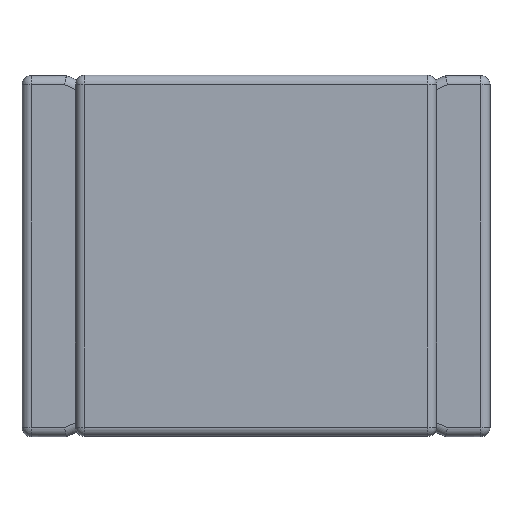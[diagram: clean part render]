
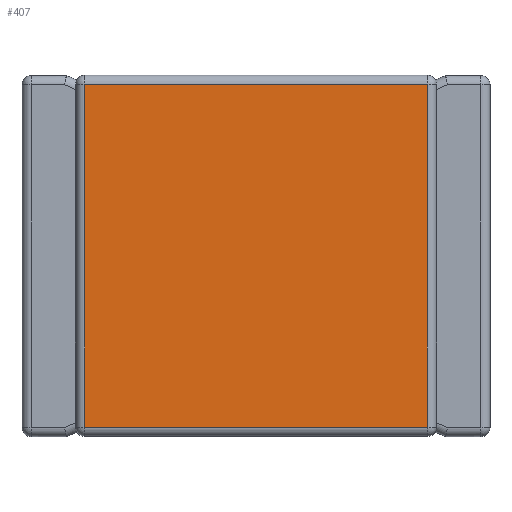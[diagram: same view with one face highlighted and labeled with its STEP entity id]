
A CAD part, top view. The second image highlights one B-rep face of the part: STEP entity #407.
In plain terms, the highlighted planar face has unit normal (0, 0, 1).
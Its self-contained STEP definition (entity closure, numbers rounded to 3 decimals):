
#407=ADVANCED_FACE('',(#2296),#2298,.T.);
#2296=FACE_BOUND('',#2297,.T.);
#2297=EDGE_LOOP('',(#3608,#3609,#3610,#3611));
#2298=PLANE('',#2299);
#2299=AXIS2_PLACEMENT_3D('',#2300,#2301,#2302);
#2300=CARTESIAN_POINT('',(0.,0.,2.2));
#2301=DIRECTION('',(0.,0.,1.));
#2302=DIRECTION('',(1.,0.,0.));
#3608=ORIENTED_EDGE('',*,*,#4302,.T.);
#3609=ORIENTED_EDGE('',*,*,#4303,.T.);
#3610=ORIENTED_EDGE('',*,*,#4304,.T.);
#3611=ORIENTED_EDGE('',*,*,#4305,.T.);
#4302=EDGE_CURVE('',#4770,#4771,#4772,.T.);
#4303=EDGE_CURVE('',#4771,#4773,#4774,.T.);
#4304=EDGE_CURVE('',#4773,#4775,#4776,.T.);
#4305=EDGE_CURVE('',#4775,#4770,#4777,.T.);
#4770=VERTEX_POINT('',#5658);
#4771=VERTEX_POINT('',#5659);
#4772=LINE('',#5660,#5661);
#4773=VERTEX_POINT('',#5663);
#4774=LINE('',#5664,#5665);
#4775=VERTEX_POINT('',#5667);
#4776=LINE('',#5668,#5669);
#4777=LINE('',#5671,#5672);
#5658=CARTESIAN_POINT('',(-1.283,1.283,2.2));
#5659=CARTESIAN_POINT('',(-1.283,-1.283,2.2));
#5660=CARTESIAN_POINT('',(-1.283,1.283,2.2));
#5661=VECTOR('',#5662,1.);
#5662=DIRECTION('',(0.,-1.,0.));
#5663=CARTESIAN_POINT('',(1.283,-1.283,2.2));
#5664=CARTESIAN_POINT('',(-1.283,-1.283,2.2));
#5665=VECTOR('',#5666,1.);
#5666=DIRECTION('',(1.,0.,0.));
#5667=CARTESIAN_POINT('',(1.283,1.283,2.2));
#5668=CARTESIAN_POINT('',(1.283,-1.283,2.2));
#5669=VECTOR('',#5670,1.);
#5670=DIRECTION('',(0.,1.,0.));
#5671=CARTESIAN_POINT('',(1.283,1.283,2.2));
#5672=VECTOR('',#5673,1.);
#5673=DIRECTION('',(-1.,0.,0.));
